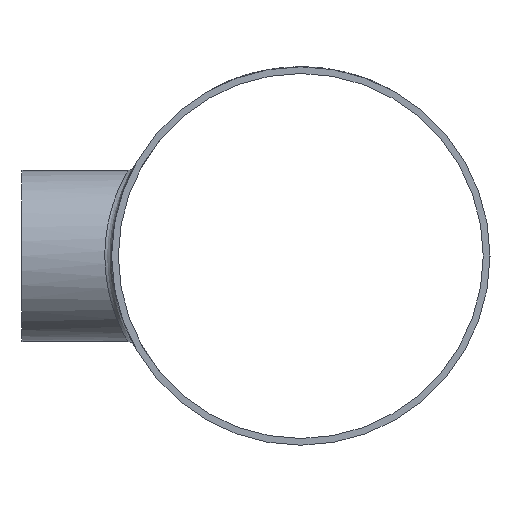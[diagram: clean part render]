
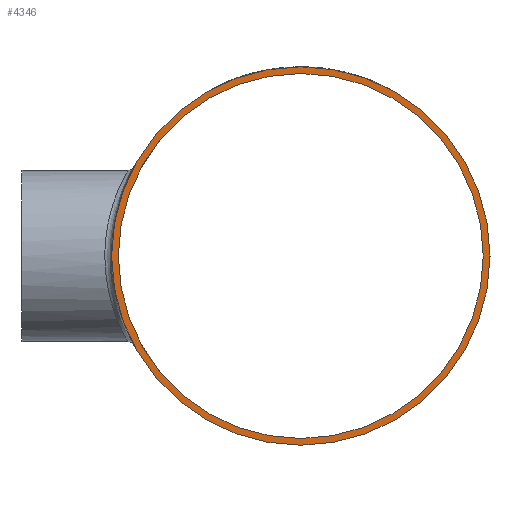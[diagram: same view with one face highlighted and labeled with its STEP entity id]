
A CAD part, left-side view. The second image highlights one B-rep face of the part: STEP entity #4346.
In plain terms, the highlighted planar face has unit normal (-1, 0, 0).
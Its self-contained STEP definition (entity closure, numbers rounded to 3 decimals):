
#1261 = ORIENTED_EDGE ( 'NONE', *, *, #10270, .F. ) ;
#4346 = ADVANCED_FACE ( 'NONE', ( #23467, #19862 ), #14384, .T. ) ;
#4367 = CARTESIAN_POINT ( 'NONE',  ( -143., 0., 81.15 ) ) ;
#5291 = AXIS2_PLACEMENT_3D ( 'NONE', #21432, #7992, #9966 ) ;
#5438 = EDGE_CURVE ( 'NONE', #18164, #18164, #6974, .T. ) ;
#5631 = VERTEX_POINT ( 'NONE', #4367 ) ;
#5707 = AXIS2_PLACEMENT_3D ( 'NONE', #12598, #16550, #7030 ) ;
#6974 = CIRCLE ( 'NONE', #10720, 84.15 ) ;
#7030 = DIRECTION ( 'NONE',  ( 0., 0., 1. ) ) ;
#7967 = CARTESIAN_POINT ( 'NONE',  ( -143., 0., 84.15 ) ) ;
#7992 = DIRECTION ( 'NONE',  ( -1., 0., 0. ) ) ;
#8951 = CIRCLE ( 'NONE', #5291, 81.15 ) ;
#9145 = CARTESIAN_POINT ( 'NONE',  ( -143., 0., 0. ) ) ;
#9966 = DIRECTION ( 'NONE',  ( 0., 0., 1. ) ) ;
#10270 = EDGE_CURVE ( 'NONE', #5631, #5631, #8951, .T. ) ;
#10720 = AXIS2_PLACEMENT_3D ( 'NONE', #9145, #11060, #24451 ) ;
#11060 = DIRECTION ( 'NONE',  ( -1., 0., 0. ) ) ;
#12293 = EDGE_LOOP ( 'NONE', ( #18828 ) ) ;
#12598 = CARTESIAN_POINT ( 'NONE',  ( -143., 0., 0. ) ) ;
#14384 = PLANE ( 'NONE',  #5707 ) ;
#16550 = DIRECTION ( 'NONE',  ( -1., 0., 0. ) ) ;
#17581 = EDGE_LOOP ( 'NONE', ( #1261 ) ) ;
#18164 = VERTEX_POINT ( 'NONE', #7967 ) ;
#18828 = ORIENTED_EDGE ( 'NONE', *, *, #5438, .T. ) ;
#19862 = FACE_OUTER_BOUND ( 'NONE', #12293, .T. ) ;
#21432 = CARTESIAN_POINT ( 'NONE',  ( -143., 0., 0. ) ) ;
#23467 = FACE_BOUND ( 'NONE', #17581, .T. ) ;
#24451 = DIRECTION ( 'NONE',  ( 0., 0., 1. ) ) ;
